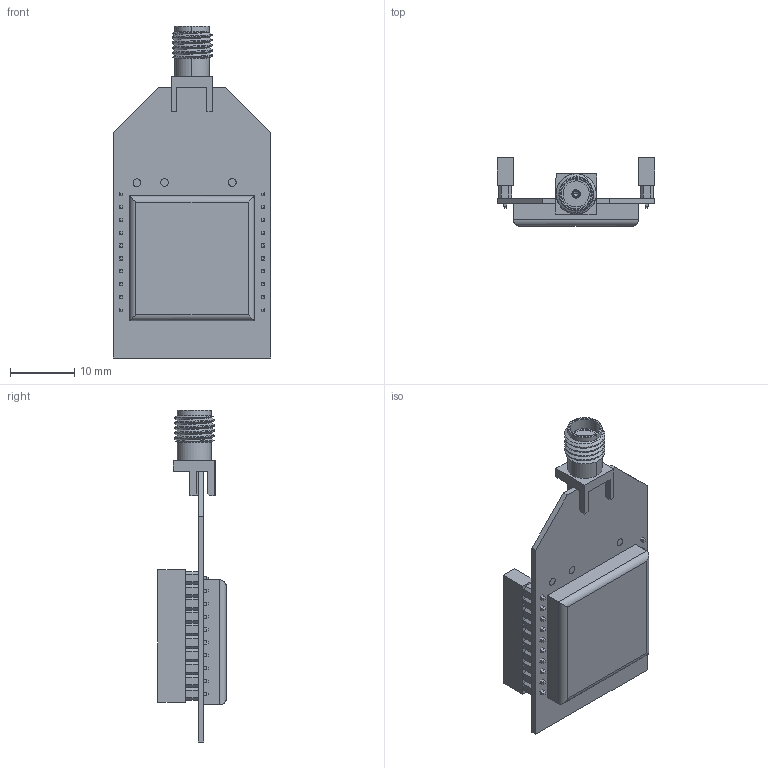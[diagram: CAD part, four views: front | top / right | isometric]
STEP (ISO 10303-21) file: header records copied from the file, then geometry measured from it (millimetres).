
FILE_DESCRIPTION (( 'STEP AP214' ), '1' );
FILE_NAME ('XBeeLR.STEP', '2022-02-18T08:56:43', ( '' ), ( '' ), 'SwSTEP 2.0', 'SolidWorks 2020', '' );
FILE_SCHEMA (( 'AUTOMOTIVE_DESIGN' ));
Length unit declared in the file: millimetre
Products named in the file (4): User Library-XBee-Chip_XBee-Chip_1; User Library-XBee-Chip_XBee-10pin-male_1; XBeeLR; SAMTEC_SMA-J-P-H-ST-EM1
Assembly tree (4 placements, depth 2):
  XBeeLR
    User Library-XBee-Chip_XBee-10pin-male_1  x2
    SAMTEC_SMA-J-P-H-ST-EM1
    User Library-XBee-Chip_XBee-Chip_1
Bounding box: 24.5 x 10.62 x 51.52 mm (x, y, z)
Volume: 2946.1 mm3; surface area: 3820.2 mm2
Topology: 6 solids, 6 shells, 480 faces, 1214 edges, 752 vertices
Faces by surface type: plane 371, bspline 42, cylinder 41, cone 26
Entity records: 13070 total; most frequent: CARTESIAN_POINT 3317, ORIENTED_EDGE 1548, DIRECTION 1382, EDGE_CURVE 774, LINE 562, VECTOR 562, VERTEX_POINT 500, AXIS2_PLACEMENT_3D 410
